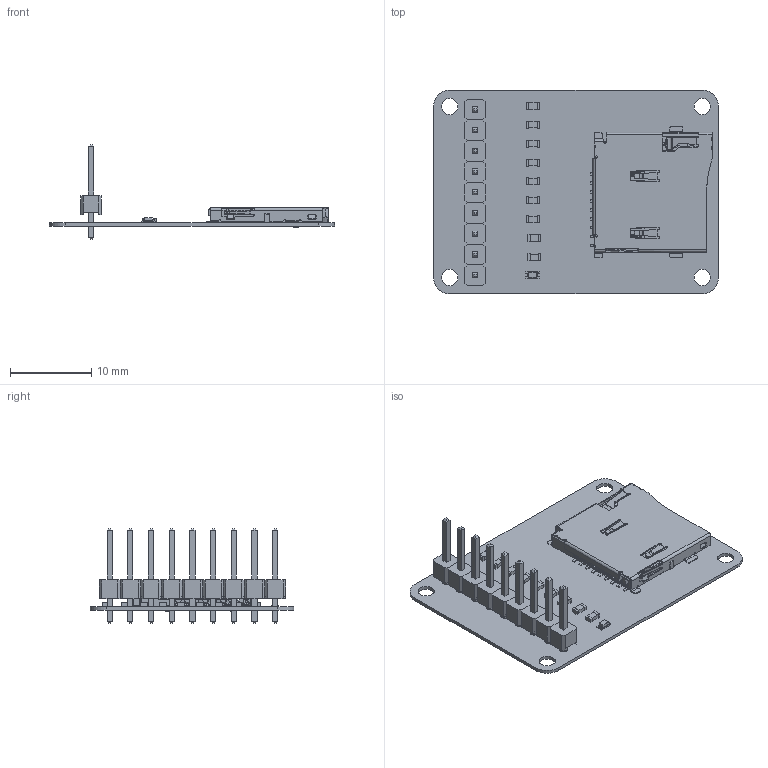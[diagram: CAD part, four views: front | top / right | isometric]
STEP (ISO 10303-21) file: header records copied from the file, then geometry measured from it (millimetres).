
FILE_DESCRIPTION(('Open CASCADE Model'),'2;1');
FILE_NAME('Open CASCADE Shape Model','2022-04-05T11:35:43',('Author'),( 'Open CASCADE'),'Open CASCADE STEP processor 6.8','Open CASCADE 6.8' ,'Unknown');
FILE_SCHEMA(('AUTOMOTIVE_DESIGN { 1 0 10303 214 1 1 1 1 }'));
Length unit declared in the file: millimetre
Products named in the file (26): PCB; Board; Open CASCADE STEP translator 6.8 3.1.1; TF1; User_Library-Micro_SD_Socket_Push-push; R8; SW3DPS-RESISTOR_0603-DEFAULT; R1; R2; R3; R4; R5; R6; R7; L1; User_Library-LED_0603_R; User_Library-LED_0603_R_Pocket002; User_Library-LED_0603_R_Pad004; User_Library-LED_0603_R_Fillet; User_Library-LED_0603_R_Pocket001; User_Library-LED_0603_R_Pad; CN1; User_Library-Header_Male_9Pin; PinArray; BodyArray; C1
Assembly tree (33 placements, depth 4):
  PCB
    Board
      Open CASCADE STEP translator 6.8 3.1.1
    TF1
      User_Library-Micro_SD_Socket_Push-push
    R8
      SW3DPS-RESISTOR_0603-DEFAULT
    R1
      SW3DPS-RESISTOR_0603-DEFAULT
    R2
      SW3DPS-RESISTOR_0603-DEFAULT
    R3
      SW3DPS-RESISTOR_0603-DEFAULT
    R4
      SW3DPS-RESISTOR_0603-DEFAULT
    R5
      SW3DPS-RESISTOR_0603-DEFAULT
    R6
      SW3DPS-RESISTOR_0603-DEFAULT
    R7
      SW3DPS-RESISTOR_0603-DEFAULT
    L1
      User_Library-LED_0603_R
        User_Library-LED_0603_R_Pocket002
        User_Library-LED_0603_R_Pad004
        User_Library-LED_0603_R_Fillet
        User_Library-LED_0603_R_Pocket001
        User_Library-LED_0603_R_Pad
    CN1
      User_Library-Header_Male_9Pin
        PinArray
        BodyArray
    C1
      SW3DPS-RESISTOR_0603-DEFAULT
Bounding box: 35 x 25 x 11.54 mm (x, y, z)
Volume: 693.2 mm3; surface area: 3768 mm2
Topology: 46 solids, 47 shells, 1879 faces, 5052 edges, 3263 vertices
Faces by surface type: plane 1496, cylinder 325, cone 34, bspline 16, torus 8
Full cylindrical faces by diameter (mm): 1 x11, 2 x4
Entity records: 62598 total; most frequent: CARTESIAN_POINT 15167, ORIENTED_EDGE 9526, DIRECTION 8735, EDGE_CURVE 4764, LINE 3935, VECTOR 3935, VERTEX_POINT 3071, AXIS2_PLACEMENT_3D 2400
